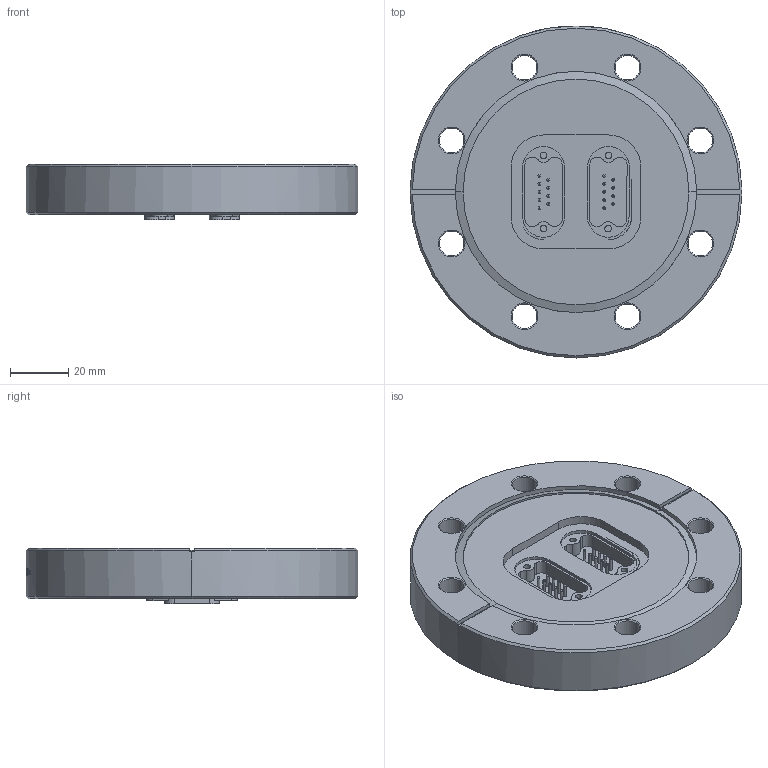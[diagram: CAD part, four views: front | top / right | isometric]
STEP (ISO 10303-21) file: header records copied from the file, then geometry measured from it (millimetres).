
FILE_DESCRIPTION(/* description */ ('Alibre Inc.'),/* implementation_level */ '2;1');
FILE_NAME(/* name */ 'export0',/* time_stamp */ '2009-06-10T14:38:10-07:00',/* author */ (''),/* organization */ (''),/* preprocessor_version */ 'ST-DEVELOPER v10',/* originating_system */ 'Alibre',/* authorisation */ '');
FILE_SCHEMA (('CONFIG_CONTROL_DESIGN'));
Length unit declared in the file: centimetre
Products named in the file (1): ID_1
Bounding box: 113.54 x 113.54 x 19.02 mm (x, y, z)
Volume: 150523.7 mm3; surface area: 33283.2 mm2
Topology: 1 solids, 1 shells, 602 faces, 1523 edges, 1004 vertices
Faces by surface type: plane 231, cylinder 156, bspline 140, cone 38, torus 36, sphere 1
Full cylindrical faces by diameter (mm): 0.94 x36, 2.261 x8
Entity records: 41649 total; most frequent: CARTESIAN_POINT 28964, ORIENTED_EDGE 2806, DIRECTION 1959, EDGE_CURVE 1403, VERTEX_POINT 964, AXIS2_PLACEMENT_3D 882, EDGE_LOOP 783, FACE_BOUND 783
